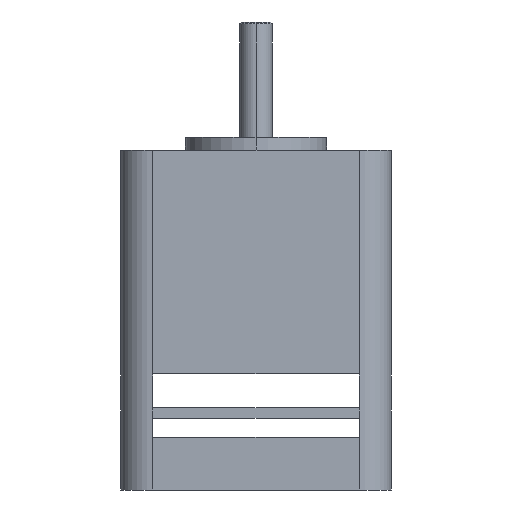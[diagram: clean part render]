
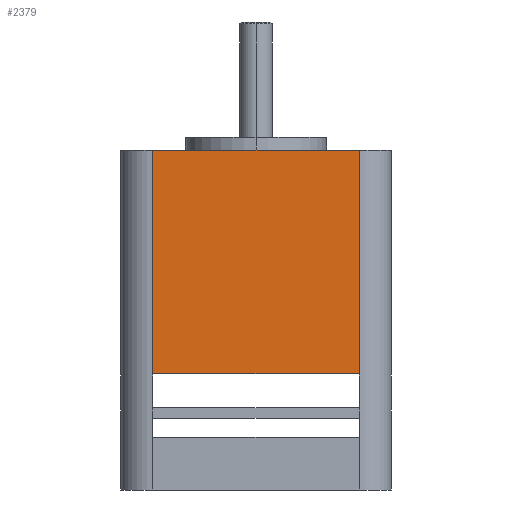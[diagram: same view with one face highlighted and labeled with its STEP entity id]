
A CAD part, left-side view. The second image highlights one B-rep face of the part: STEP entity #2379.
In plain terms, the highlighted planar face has unit normal (-1, 0, 0).
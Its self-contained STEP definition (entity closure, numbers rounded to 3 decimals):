
#2 = LINE ( 'NONE', #1858, #2158 ) ;
#161 = DIRECTION ( 'NONE',  ( 0., 0., -1. ) ) ;
#193 = VERTEX_POINT ( 'NONE', #1247 ) ;
#250 = LINE ( 'NONE', #721, #564 ) ;
#311 = FACE_OUTER_BOUND ( 'NONE', #1527, .T. ) ;
#496 = EDGE_CURVE ( 'NONE', #1592, #654, #250, .T. ) ;
#520 = ORIENTED_EDGE ( 'NONE', *, *, #940, .T. ) ;
#564 = VECTOR ( 'NONE', #161, 1000. ) ;
#654 = VERTEX_POINT ( 'NONE', #994 ) ;
#666 = DIRECTION ( 'NONE',  ( 0., -1., 0. ) ) ;
#707 = DIRECTION ( 'NONE',  ( 0., 0., 1. ) ) ;
#721 = CARTESIAN_POINT ( 'NONE',  ( 0., -5., 53. ) ) ;
#755 = LINE ( 'NONE', #1844, #1845 ) ;
#940 = EDGE_CURVE ( 'NONE', #654, #1165, #1432, .T. ) ;
#994 = CARTESIAN_POINT ( 'NONE',  ( 0., -5., 18.1 ) ) ;
#997 = EDGE_CURVE ( 'NONE', #1592, #193, #755, .T. ) ;
#1033 = EDGE_CURVE ( 'NONE', #1165, #193, #2, .T. ) ;
#1034 = VECTOR ( 'NONE', #666, 1000. ) ;
#1113 = CARTESIAN_POINT ( 'NONE',  ( 0., -5., 53. ) ) ;
#1165 = VERTEX_POINT ( 'NONE', #1511 ) ;
#1218 = DIRECTION ( 'NONE',  ( 0., 1., 0. ) ) ;
#1247 = CARTESIAN_POINT ( 'NONE',  ( 0., -37.2, 53. ) ) ;
#1374 = AXIS2_PLACEMENT_3D ( 'NONE', #1635, #1623, #1218 ) ;
#1399 = ORIENTED_EDGE ( 'NONE', *, *, #997, .F. ) ;
#1432 = LINE ( 'NONE', #1822, #1034 ) ;
#1511 = CARTESIAN_POINT ( 'NONE',  ( 0., -37.2, 18.1 ) ) ;
#1527 = EDGE_LOOP ( 'NONE', ( #2339, #520, #2173, #1399 ) ) ;
#1592 = VERTEX_POINT ( 'NONE', #1113 ) ;
#1623 = DIRECTION ( 'NONE',  ( 1., 0., 0. ) ) ;
#1635 = CARTESIAN_POINT ( 'NONE',  ( 0., 0., 53. ) ) ;
#1645 = PLANE ( 'NONE',  #1374 ) ;
#1822 = CARTESIAN_POINT ( 'NONE',  ( 0., -37.2, 18.1 ) ) ;
#1844 = CARTESIAN_POINT ( 'NONE',  ( 0., 0., 53. ) ) ;
#1845 = VECTOR ( 'NONE', #2020, 1000. ) ;
#1858 = CARTESIAN_POINT ( 'NONE',  ( 0., -37.2, 53. ) ) ;
#2020 = DIRECTION ( 'NONE',  ( 0., -1., 0. ) ) ;
#2158 = VECTOR ( 'NONE', #707, 1000. ) ;
#2173 = ORIENTED_EDGE ( 'NONE', *, *, #1033, .T. ) ;
#2339 = ORIENTED_EDGE ( 'NONE', *, *, #496, .T. ) ;
#2379 = ADVANCED_FACE ( 'NONE', ( #311 ), #1645, .F. ) ;
